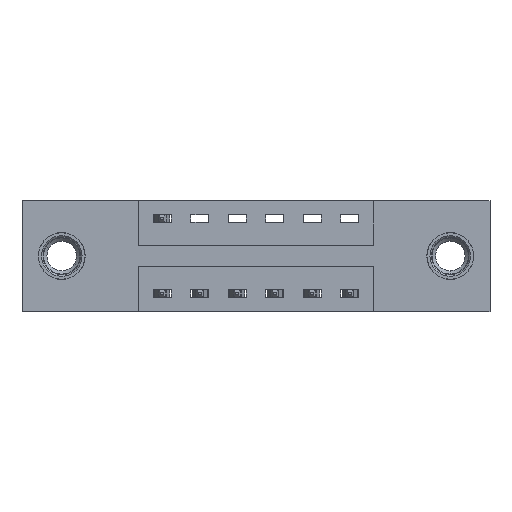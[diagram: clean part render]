
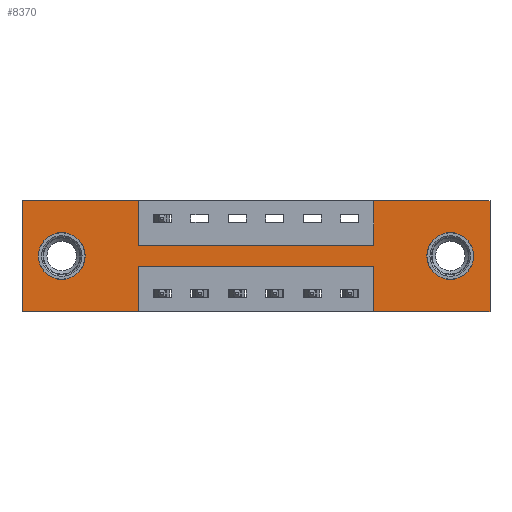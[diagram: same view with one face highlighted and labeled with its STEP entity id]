
A CAD part, front view. The second image highlights one B-rep face of the part: STEP entity #8370.
In plain terms, the highlighted planar face has unit normal (0, -1, 0).
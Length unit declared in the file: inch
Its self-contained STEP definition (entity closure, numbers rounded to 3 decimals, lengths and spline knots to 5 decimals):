
#5 = ORIENTED_EDGE ( 'NONE', *, *, #8696, .F. ) ;
#43 = ORIENTED_EDGE ( 'NONE', *, *, #1827, .T. ) ;
#124 = CARTESIAN_POINT ( 'NONE',  ( 0., 0., 0. ) ) ;
#219 = VECTOR ( 'NONE', #8594, 39.37008 ) ;
#260 = VERTEX_POINT ( 'NONE', #5584 ) ;
#268 = CARTESIAN_POINT ( 'NONE',  ( 0.3875, 0., -0.15 ) ) ;
#289 = EDGE_CURVE ( 'NONE', #2393, #9632, #5088, .T. ) ;
#349 = EDGE_LOOP ( 'NONE', ( #8341, #4281, #9121, #2685, #4367, #7848, #5, #1778, #4443, #7696, #7987, #4887 ) ) ;
#354 = DIRECTION ( 'NONE',  ( 0., 0., 1. ) ) ;
#449 = DIRECTION ( 'NONE',  ( 0., 1., 0. ) ) ;
#624 = VECTOR ( 'NONE', #9501, 39.37008 ) ;
#709 = EDGE_CURVE ( 'NONE', #5014, #260, #3586, .T. ) ;
#828 = CARTESIAN_POINT ( 'NONE',  ( 0.1325, 0., -0.185 ) ) ;
#840 = DIRECTION ( 'NONE',  ( 0., 0., 1. ) ) ;
#894 = FACE_OUTER_BOUND ( 'NONE', #349, .T. ) ;
#895 = ORIENTED_EDGE ( 'NONE', *, *, #9720, .T. ) ;
#924 = EDGE_CURVE ( 'NONE', #9632, #8573, #9767, .T. ) ;
#937 = CARTESIAN_POINT ( 'NONE',  ( 0.1325, 0., -0.107 ) ) ;
#1005 = LINE ( 'NONE', #8509, #6824 ) ;
#1042 = CARTESIAN_POINT ( 'NONE',  ( 1.4275, 0., -0.185 ) ) ;
#1053 = CARTESIAN_POINT ( 'NONE',  ( 1.1725, 0., 0. ) ) ;
#1250 = VECTOR ( 'NONE', #9303, 39.37008 ) ;
#1256 = VERTEX_POINT ( 'NONE', #5393 ) ;
#1264 = DIRECTION ( 'NONE',  ( 0., 1., 0. ) ) ;
#1396 = EDGE_LOOP ( 'NONE', ( #5122, #8851 ) ) ;
#1397 = VECTOR ( 'NONE', #2732, 39.37008 ) ;
#1572 = AXIS2_PLACEMENT_3D ( 'NONE', #1042, #449, #4006 ) ;
#1650 = DIRECTION ( 'NONE',  ( 0., 0., 1. ) ) ;
#1673 = LINE ( 'NONE', #6597, #3981 ) ;
#1674 = AXIS2_PLACEMENT_3D ( 'NONE', #3613, #8748, #4366 ) ;
#1778 = ORIENTED_EDGE ( 'NONE', *, *, #6220, .F. ) ;
#1827 = EDGE_CURVE ( 'NONE', #2907, #3692, #4172, .T. ) ;
#1829 = DIRECTION ( 'NONE',  ( 1., 0., 0. ) ) ;
#1913 = CARTESIAN_POINT ( 'NONE',  ( 1.1725, 0., -0.37 ) ) ;
#1917 = LINE ( 'NONE', #268, #1397 ) ;
#2256 = CIRCLE ( 'NONE', #1674, 0.078 ) ;
#2319 = CIRCLE ( 'NONE', #5380, 0.078 ) ;
#2348 = DIRECTION ( 'NONE',  ( -1., 0., 0. ) ) ;
#2392 = LINE ( 'NONE', #5438, #4422 ) ;
#2393 = VERTEX_POINT ( 'NONE', #3074 ) ;
#2669 = CARTESIAN_POINT ( 'NONE',  ( 1.56, 0., 0. ) ) ;
#2685 = ORIENTED_EDGE ( 'NONE', *, *, #289, .F. ) ;
#2716 = VERTEX_POINT ( 'NONE', #1053 ) ;
#2732 = DIRECTION ( 'NONE',  ( 1., 0., 0. ) ) ;
#2737 = AXIS2_PLACEMENT_3D ( 'NONE', #5830, #1264, #6558 ) ;
#2787 = FACE_BOUND ( 'NONE', #7752, .T. ) ;
#2907 = VERTEX_POINT ( 'NONE', #7332 ) ;
#3074 = CARTESIAN_POINT ( 'NONE',  ( 1.56, 0., -0.37 ) ) ;
#3256 = VECTOR ( 'NONE', #7579, 39.37008 ) ;
#3473 = CARTESIAN_POINT ( 'NONE',  ( 0., 0., -0.37 ) ) ;
#3492 = CARTESIAN_POINT ( 'NONE',  ( 0., 0., -0.37 ) ) ;
#3498 = LINE ( 'NONE', #3916, #3256 ) ;
#3586 = LINE ( 'NONE', #8403, #7259 ) ;
#3613 = CARTESIAN_POINT ( 'NONE',  ( 1.4275, 0., -0.185 ) ) ;
#3692 = VERTEX_POINT ( 'NONE', #8222 ) ;
#3835 = CARTESIAN_POINT ( 'NONE',  ( 0.1325, 0., -0.263 ) ) ;
#3854 = CARTESIAN_POINT ( 'NONE',  ( 1.1725, 0., 0. ) ) ;
#3887 = CARTESIAN_POINT ( 'NONE',  ( 0.3875, 0., -0.22 ) ) ;
#3916 = CARTESIAN_POINT ( 'NONE',  ( 0., 0., 0. ) ) ;
#3981 = VECTOR ( 'NONE', #7310, 39.37008 ) ;
#4006 = DIRECTION ( 'NONE',  ( 0., 0., -1. ) ) ;
#4050 = CARTESIAN_POINT ( 'NONE',  ( 0.3875, 0., -0.15 ) ) ;
#4172 = CIRCLE ( 'NONE', #1572, 0.078 ) ;
#4177 = CARTESIAN_POINT ( 'NONE',  ( 0., 0., -0.37 ) ) ;
#4200 = LINE ( 'NONE', #9319, #219 ) ;
#4220 = DIRECTION ( 'NONE',  ( 0., -1., 0. ) ) ;
#4281 = ORIENTED_EDGE ( 'NONE', *, *, #6532, .F. ) ;
#4306 = CARTESIAN_POINT ( 'NONE',  ( 1.1725, 0., -0.37 ) ) ;
#4366 = DIRECTION ( 'NONE',  ( 0., 0., -1. ) ) ;
#4367 = ORIENTED_EDGE ( 'NONE', *, *, #6970, .F. ) ;
#4379 = CARTESIAN_POINT ( 'NONE',  ( 1.56, 0., 0. ) ) ;
#4422 = VECTOR ( 'NONE', #840, 39.37008 ) ;
#4443 = ORIENTED_EDGE ( 'NONE', *, *, #5739, .F. ) ;
#4567 = LINE ( 'NONE', #3887, #6498 ) ;
#4887 = ORIENTED_EDGE ( 'NONE', *, *, #6163, .F. ) ;
#4981 = EDGE_CURVE ( 'NONE', #8278, #7680, #2319, .T. ) ;
#5014 = VERTEX_POINT ( 'NONE', #6197 ) ;
#5088 = LINE ( 'NONE', #4177, #1250 ) ;
#5122 = ORIENTED_EDGE ( 'NONE', *, *, #4981, .T. ) ;
#5380 = AXIS2_PLACEMENT_3D ( 'NONE', #828, #6165, #1650 ) ;
#5393 = CARTESIAN_POINT ( 'NONE',  ( 0.3875, 0., 0. ) ) ;
#5438 = CARTESIAN_POINT ( 'NONE',  ( 0., 0., 0. ) ) ;
#5512 = VERTEX_POINT ( 'NONE', #124 ) ;
#5584 = CARTESIAN_POINT ( 'NONE',  ( 0.3875, 0., -0.37 ) ) ;
#5657 = AXIS2_PLACEMENT_3D ( 'NONE', #3473, #4220, #9346 ) ;
#5687 = LINE ( 'NONE', #3854, #7636 ) ;
#5739 = EDGE_CURVE ( 'NONE', #1256, #7205, #1673, .T. ) ;
#5830 = CARTESIAN_POINT ( 'NONE',  ( 0.1325, 0., -0.185 ) ) ;
#6163 = EDGE_CURVE ( 'NONE', #260, #9020, #4200, .T. ) ;
#6164 = VERTEX_POINT ( 'NONE', #2669 ) ;
#6165 = DIRECTION ( 'NONE',  ( 0., 1., 0. ) ) ;
#6197 = CARTESIAN_POINT ( 'NONE',  ( 0.3875, 0., -0.22 ) ) ;
#6220 = EDGE_CURVE ( 'NONE', #7205, #6612, #1917, .T. ) ;
#6482 = LINE ( 'NONE', #4379, #624 ) ;
#6498 = VECTOR ( 'NONE', #2348, 39.37008 ) ;
#6532 = EDGE_CURVE ( 'NONE', #8573, #5014, #4567, .T. ) ;
#6558 = DIRECTION ( 'NONE',  ( 0., 0., 1. ) ) ;
#6597 = CARTESIAN_POINT ( 'NONE',  ( 0.3875, 0., 0. ) ) ;
#6612 = VERTEX_POINT ( 'NONE', #9113 ) ;
#6718 = FACE_BOUND ( 'NONE', #1396, .T. ) ;
#6824 = VECTOR ( 'NONE', #1829, 39.37008 ) ;
#6970 = EDGE_CURVE ( 'NONE', #6164, #2393, #6482, .T. ) ;
#7205 = VERTEX_POINT ( 'NONE', #4050 ) ;
#7259 = VECTOR ( 'NONE', #7667, 39.37008 ) ;
#7310 = DIRECTION ( 'NONE',  ( 0., 0., -1. ) ) ;
#7332 = CARTESIAN_POINT ( 'NONE',  ( 1.4275, 0., -0.107 ) ) ;
#7352 = CARTESIAN_POINT ( 'NONE',  ( 1.1725, 0., -0.22 ) ) ;
#7579 = DIRECTION ( 'NONE',  ( 1., 0., 0. ) ) ;
#7636 = VECTOR ( 'NONE', #8989, 39.37008 ) ;
#7667 = DIRECTION ( 'NONE',  ( 0., 0., -1. ) ) ;
#7680 = VERTEX_POINT ( 'NONE', #3835 ) ;
#7696 = ORIENTED_EDGE ( 'NONE', *, *, #8746, .F. ) ;
#7752 = EDGE_LOOP ( 'NONE', ( #43, #895 ) ) ;
#7823 = VECTOR ( 'NONE', #354, 39.37008 ) ;
#7848 = ORIENTED_EDGE ( 'NONE', *, *, #8928, .F. ) ;
#7987 = ORIENTED_EDGE ( 'NONE', *, *, #9423, .F. ) ;
#8222 = CARTESIAN_POINT ( 'NONE',  ( 1.4275, 0., -0.263 ) ) ;
#8278 = VERTEX_POINT ( 'NONE', #937 ) ;
#8341 = ORIENTED_EDGE ( 'NONE', *, *, #709, .F. ) ;
#8370 = ADVANCED_FACE ( 'NONE', ( #2787, #6718, #894 ), #8621, .T. ) ;
#8403 = CARTESIAN_POINT ( 'NONE',  ( 0.3875, 0., -0.37 ) ) ;
#8509 = CARTESIAN_POINT ( 'NONE',  ( 0., 0., 0. ) ) ;
#8573 = VERTEX_POINT ( 'NONE', #7352 ) ;
#8594 = DIRECTION ( 'NONE',  ( -1., 0., 0. ) ) ;
#8621 = PLANE ( 'NONE',  #5657 ) ;
#8696 = EDGE_CURVE ( 'NONE', #6612, #2716, #5687, .T. ) ;
#8746 = EDGE_CURVE ( 'NONE', #5512, #1256, #3498, .T. ) ;
#8748 = DIRECTION ( 'NONE',  ( 0., 1., 0. ) ) ;
#8851 = ORIENTED_EDGE ( 'NONE', *, *, #9732, .T. ) ;
#8928 = EDGE_CURVE ( 'NONE', #2716, #6164, #1005, .T. ) ;
#8989 = DIRECTION ( 'NONE',  ( 0., 0., 1. ) ) ;
#9020 = VERTEX_POINT ( 'NONE', #3492 ) ;
#9113 = CARTESIAN_POINT ( 'NONE',  ( 1.1725, 0., -0.15 ) ) ;
#9121 = ORIENTED_EDGE ( 'NONE', *, *, #924, .F. ) ;
#9303 = DIRECTION ( 'NONE',  ( -1., 0., 0. ) ) ;
#9319 = CARTESIAN_POINT ( 'NONE',  ( 0., 0., -0.37 ) ) ;
#9346 = DIRECTION ( 'NONE',  ( 0., 0., -1. ) ) ;
#9423 = EDGE_CURVE ( 'NONE', #9020, #5512, #2392, .T. ) ;
#9501 = DIRECTION ( 'NONE',  ( 0., 0., -1. ) ) ;
#9632 = VERTEX_POINT ( 'NONE', #1913 ) ;
#9678 = CIRCLE ( 'NONE', #2737, 0.078 ) ;
#9720 = EDGE_CURVE ( 'NONE', #3692, #2907, #2256, .T. ) ;
#9732 = EDGE_CURVE ( 'NONE', #7680, #8278, #9678, .T. ) ;
#9767 = LINE ( 'NONE', #4306, #7823 ) ;
